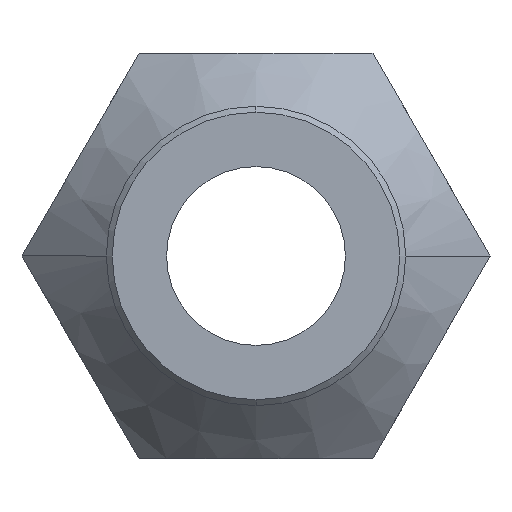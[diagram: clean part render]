
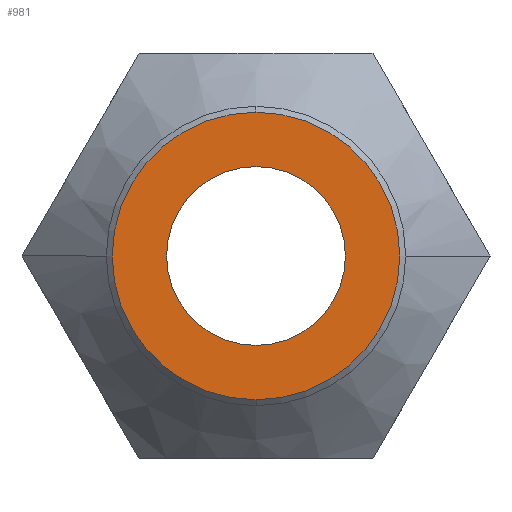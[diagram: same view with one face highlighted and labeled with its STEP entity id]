
A CAD part, front view. The second image highlights one B-rep face of the part: STEP entity #981.
In plain terms, the highlighted planar face has unit normal (0, -1, 0).
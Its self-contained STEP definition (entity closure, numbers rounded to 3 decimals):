
#47 = ORIENTED_EDGE ( 'NONE', *, *, #313, .T. ) ;
#48 = VERTEX_POINT ( 'NONE', #1527 ) ;
#65 = EDGE_CURVE ( 'NONE', #48, #1304, #1162, .T. ) ;
#87 = CIRCLE ( 'NONE', #383, 6.029 ) ;
#190 = CARTESIAN_POINT ( 'NONE',  ( 0., -23.7, 0. ) ) ;
#233 = DIRECTION ( 'NONE',  ( 0., 0., -1. ) ) ;
#235 = PLANE ( 'NONE',  #534 ) ;
#270 = FACE_OUTER_BOUND ( 'NONE', #826, .T. ) ;
#313 = EDGE_CURVE ( 'NONE', #738, #1709, #87, .T. ) ;
#374 = DIRECTION ( 'NONE',  ( 0., 1., 0. ) ) ;
#376 = CARTESIAN_POINT ( 'NONE',  ( 0., -23.7, 0. ) ) ;
#383 = AXIS2_PLACEMENT_3D ( 'NONE', #644, #1509, #418 ) ;
#388 = DIRECTION ( 'NONE',  ( 0., 0., -1. ) ) ;
#418 = DIRECTION ( 'NONE',  ( 0., 0., -1. ) ) ;
#437 = AXIS2_PLACEMENT_3D ( 'NONE', #376, #1059, #233 ) ;
#453 = AXIS2_PLACEMENT_3D ( 'NONE', #1099, #1735, #551 ) ;
#534 = AXIS2_PLACEMENT_3D ( 'NONE', #1234, #1039, #388 ) ;
#551 = DIRECTION ( 'NONE',  ( 0., 0., 1. ) ) ;
#602 = CARTESIAN_POINT ( 'NONE',  ( 0., -23.7, 3.75 ) ) ;
#623 = FACE_BOUND ( 'NONE', #1190, .T. ) ;
#644 = CARTESIAN_POINT ( 'NONE',  ( 0., -23.7, 0. ) ) ;
#738 = VERTEX_POINT ( 'NONE', #1720 ) ;
#826 = EDGE_LOOP ( 'NONE', ( #47, #1582 ) ) ;
#858 = DIRECTION ( 'NONE',  ( 0., 0., 1. ) ) ;
#981 = ADVANCED_FACE ( 'NONE', ( #623, #270 ), #235, .T. ) ;
#992 = ORIENTED_EDGE ( 'NONE', *, *, #65, .T. ) ;
#1039 = DIRECTION ( 'NONE',  ( 0., -1., 0. ) ) ;
#1059 = DIRECTION ( 'NONE',  ( 0., -1., 0. ) ) ;
#1099 = CARTESIAN_POINT ( 'NONE',  ( 0., -23.7, 0. ) ) ;
#1100 = EDGE_CURVE ( 'NONE', #1709, #738, #1466, .T. ) ;
#1161 = EDGE_CURVE ( 'NONE', #1304, #48, #1267, .T. ) ;
#1162 = CIRCLE ( 'NONE', #1533, 3.75 ) ;
#1190 = EDGE_LOOP ( 'NONE', ( #1460, #992 ) ) ;
#1234 = CARTESIAN_POINT ( 'NONE',  ( -6.279, -23.7, 0. ) ) ;
#1267 = CIRCLE ( 'NONE', #453, 3.75 ) ;
#1304 = VERTEX_POINT ( 'NONE', #602 ) ;
#1460 = ORIENTED_EDGE ( 'NONE', *, *, #1161, .T. ) ;
#1466 = CIRCLE ( 'NONE', #437, 6.029 ) ;
#1503 = CARTESIAN_POINT ( 'NONE',  ( 0., -23.7, -6.029 ) ) ;
#1509 = DIRECTION ( 'NONE',  ( 0., -1., 0. ) ) ;
#1527 = CARTESIAN_POINT ( 'NONE',  ( 0., -23.7, -3.75 ) ) ;
#1533 = AXIS2_PLACEMENT_3D ( 'NONE', #190, #374, #858 ) ;
#1582 = ORIENTED_EDGE ( 'NONE', *, *, #1100, .T. ) ;
#1709 = VERTEX_POINT ( 'NONE', #1503 ) ;
#1720 = CARTESIAN_POINT ( 'NONE',  ( 0., -23.7, 6.029 ) ) ;
#1735 = DIRECTION ( 'NONE',  ( 0., 1., 0. ) ) ;
